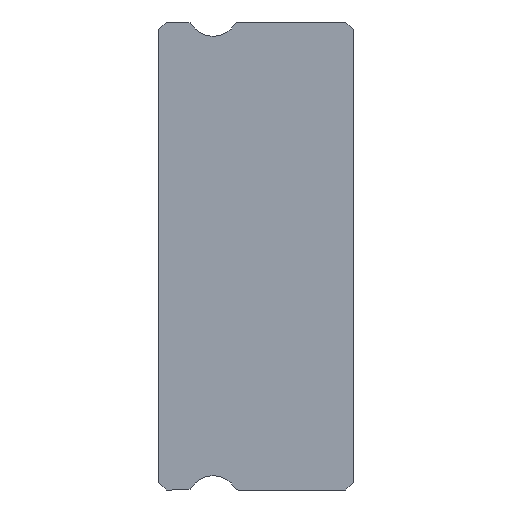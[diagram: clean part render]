
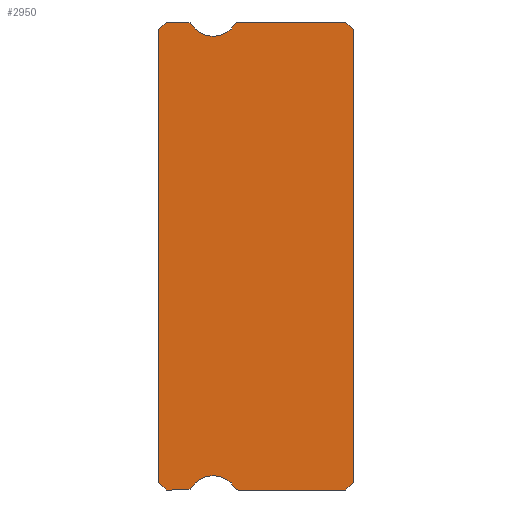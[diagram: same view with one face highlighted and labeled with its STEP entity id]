
A CAD part, left-side view. The second image highlights one B-rep face of the part: STEP entity #2950.
In plain terms, the highlighted planar face has unit normal (-1, 0, 0).
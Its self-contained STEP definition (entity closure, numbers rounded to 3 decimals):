
#26 = CIRCLE ( 'NONE', #3068, 1. ) ;
#42 = LINE ( 'NONE', #3431, #4188 ) ;
#96 = EDGE_CURVE ( 'NONE', #1750, #3745, #1326, .T. ) ;
#98 = ORIENTED_EDGE ( 'NONE', *, *, #4356, .F. ) ;
#104 = VERTEX_POINT ( 'NONE', #1636 ) ;
#149 = EDGE_CURVE ( 'NONE', #1471, #3475, #1684, .T. ) ;
#158 = EDGE_CURVE ( 'NONE', #2832, #1359, #4346, .T. ) ;
#170 = CARTESIAN_POINT ( 'NONE',  ( -15., 7.5, 8.7 ) ) ;
#219 = DIRECTION ( 'NONE',  ( 0., 0., -1. ) ) ;
#241 = LINE ( 'NONE', #1581, #2416 ) ;
#298 = DIRECTION ( 'NONE',  ( 1., 0., 0. ) ) ;
#304 = CARTESIAN_POINT ( 'NONE',  ( -15., 7.5, -8.7 ) ) ;
#306 = DIRECTION ( 'NONE',  ( 0., 0., 1. ) ) ;
#361 = DIRECTION ( 'NONE',  ( 0., -0.707, -0.707 ) ) ;
#438 = EDGE_CURVE ( 'NONE', #3725, #3123, #1133, .T. ) ;
#490 = AXIS2_PLACEMENT_3D ( 'NONE', #3265, #3515, #1248 ) ;
#514 = ORIENTED_EDGE ( 'NONE', *, *, #1747, .F. ) ;
#611 = DIRECTION ( 'NONE',  ( -1., 0., 0. ) ) ;
#635 = AXIS2_PLACEMENT_3D ( 'NONE', #3687, #1362, #1322 ) ;
#717 = CARTESIAN_POINT ( 'NONE',  ( -15., 5.4, 9.45 ) ) ;
#765 = EDGE_CURVE ( 'NONE', #2832, #2500, #1915, .T. ) ;
#782 = DIRECTION ( 'NONE',  ( -1., 0., 0. ) ) ;
#799 = CARTESIAN_POINT ( 'NONE',  ( -15., 0., 8.7 ) ) ;
#817 = ORIENTED_EDGE ( 'NONE', *, *, #894, .T. ) ;
#839 = CARTESIAN_POINT ( 'NONE',  ( -15., 6.381, -8.85 ) ) ;
#865 = DIRECTION ( 'NONE',  ( 0., 0., -1. ) ) ;
#888 = LINE ( 'NONE', #3320, #2130 ) ;
#890 = ORIENTED_EDGE ( 'NONE', *, *, #3825, .F. ) ;
#894 = EDGE_CURVE ( 'NONE', #1535, #2168, #888, .T. ) ;
#895 = ORIENTED_EDGE ( 'NONE', *, *, #2719, .F. ) ;
#937 = VECTOR ( 'NONE', #2306, 1000. ) ;
#942 = EDGE_LOOP ( 'NONE', ( #890, #817, #3772, #895, #1095, #2101, #514, #2361, #2278, #3857, #98, #1582, #2961, #4373, #1863, #3354, #3063 ) ) ;
#955 = CARTESIAN_POINT ( 'NONE',  ( -15., 4.419, -8.85 ) ) ;
#962 = EDGE_CURVE ( 'NONE', #2500, #2431, #2700, .T. ) ;
#970 = AXIS2_PLACEMENT_3D ( 'NONE', #955, #3642, #2327 ) ;
#972 = CARTESIAN_POINT ( 'NONE',  ( -15., 6.381, 9. ) ) ;
#1095 = ORIENTED_EDGE ( 'NONE', *, *, #2013, .F. ) ;
#1133 = LINE ( 'NONE', #799, #3388 ) ;
#1144 = DIRECTION ( 'NONE',  ( 1., 0., 0. ) ) ;
#1248 = DIRECTION ( 'NONE',  ( 0., 0., -1. ) ) ;
#1322 = DIRECTION ( 'NONE',  ( 0., 0., -1. ) ) ;
#1324 = CARTESIAN_POINT ( 'NONE',  ( -15., 7.5, 8.85 ) ) ;
#1326 = CIRCLE ( 'NONE', #970, 0.15 ) ;
#1359 = VERTEX_POINT ( 'NONE', #4007 ) ;
#1362 = DIRECTION ( 'NONE',  ( -1., 0., 0. ) ) ;
#1441 = LINE ( 'NONE', #4139, #3111 ) ;
#1452 = DIRECTION ( 'NONE',  ( 1., 0., 0. ) ) ;
#1471 = VERTEX_POINT ( 'NONE', #2877 ) ;
#1535 = VERTEX_POINT ( 'NONE', #304 ) ;
#1553 = VECTOR ( 'NONE', #306, 1000. ) ;
#1581 = CARTESIAN_POINT ( 'NONE',  ( -15., 0., -8.7 ) ) ;
#1582 = ORIENTED_EDGE ( 'NONE', *, *, #149, .F. ) ;
#1636 = CARTESIAN_POINT ( 'NONE',  ( -15., 7.5, 8.7 ) ) ;
#1684 = CIRCLE ( 'NONE', #4073, 0.15 ) ;
#1706 = VERTEX_POINT ( 'NONE', #1843 ) ;
#1717 = EDGE_CURVE ( 'NONE', #2431, #1471, #2563, .T. ) ;
#1747 = EDGE_CURVE ( 'NONE', #1859, #1750, #1441, .T. ) ;
#1750 = VERTEX_POINT ( 'NONE', #3485 ) ;
#1778 = CARTESIAN_POINT ( 'NONE',  ( -15., 6.253, 8.928 ) ) ;
#1843 = CARTESIAN_POINT ( 'NONE',  ( -15., 6.381, -9. ) ) ;
#1852 = AXIS2_PLACEMENT_3D ( 'NONE', #717, #782, #2792 ) ;
#1859 = VERTEX_POINT ( 'NONE', #3579 ) ;
#1863 = ORIENTED_EDGE ( 'NONE', *, *, #765, .F. ) ;
#1915 = CIRCLE ( 'NONE', #490, 0.15 ) ;
#1989 = EDGE_CURVE ( 'NONE', #2168, #1706, #4027, .T. ) ;
#2013 = EDGE_CURVE ( 'NONE', #3745, #3900, #26, .T. ) ;
#2049 = CARTESIAN_POINT ( 'NONE',  ( -15., 7.2, -9. ) ) ;
#2101 = ORIENTED_EDGE ( 'NONE', *, *, #96, .F. ) ;
#2130 = VECTOR ( 'NONE', #361, 1000. ) ;
#2168 = VERTEX_POINT ( 'NONE', #2049 ) ;
#2175 = VECTOR ( 'NONE', #2290, 1000. ) ;
#2236 = AXIS2_PLACEMENT_3D ( 'NONE', #839, #1452, #865 ) ;
#2250 = LINE ( 'NONE', #170, #3995 ) ;
#2278 = ORIENTED_EDGE ( 'NONE', *, *, #438, .T. ) ;
#2290 = DIRECTION ( 'NONE',  ( 0., -1., 0. ) ) ;
#2306 = DIRECTION ( 'NONE',  ( 0., -1., 0. ) ) ;
#2327 = DIRECTION ( 'NONE',  ( 0., 0., -1. ) ) ;
#2361 = ORIENTED_EDGE ( 'NONE', *, *, #3787, .F. ) ;
#2416 = VECTOR ( 'NONE', #2938, 1000. ) ;
#2431 = VERTEX_POINT ( 'NONE', #3273 ) ;
#2439 = DIRECTION ( 'NONE',  ( 0., 1., 0. ) ) ;
#2445 = CIRCLE ( 'NONE', #2236, 0.15 ) ;
#2491 = EDGE_CURVE ( 'NONE', #3708, #3123, #42, .T. ) ;
#2500 = VERTEX_POINT ( 'NONE', #1778 ) ;
#2563 = CIRCLE ( 'NONE', #1852, 1. ) ;
#2623 = DIRECTION ( 'NONE',  ( 0., 1., 0. ) ) ;
#2627 = CARTESIAN_POINT ( 'NONE',  ( -15., 6.381, 9. ) ) ;
#2700 = CIRCLE ( 'NONE', #635, 1. ) ;
#2719 = EDGE_CURVE ( 'NONE', #3900, #1706, #2445, .T. ) ;
#2792 = DIRECTION ( 'NONE',  ( 0., 0., -1. ) ) ;
#2832 = VERTEX_POINT ( 'NONE', #972 ) ;
#2877 = CARTESIAN_POINT ( 'NONE',  ( -15., 4.547, 8.928 ) ) ;
#2889 = CARTESIAN_POINT ( 'NONE',  ( -15., 6.381, 8.85 ) ) ;
#2909 = PLANE ( 'NONE',  #3838 ) ;
#2918 = CARTESIAN_POINT ( 'NONE',  ( -15., 0.3, 9. ) ) ;
#2938 = DIRECTION ( 'NONE',  ( 0., 0.707, -0.707 ) ) ;
#2950 = ADVANCED_FACE ( 'NONE', ( #3915 ), #2909, .F. ) ;
#2961 = ORIENTED_EDGE ( 'NONE', *, *, #1717, .F. ) ;
#2976 = CARTESIAN_POINT ( 'NONE',  ( -15., 6.253, -8.928 ) ) ;
#2994 = DIRECTION ( 'NONE',  ( 0., 0., -1. ) ) ;
#3012 = CARTESIAN_POINT ( 'NONE',  ( -15., 6.381, -9. ) ) ;
#3045 = DIRECTION ( 'NONE',  ( 0., -0.707, -0.707 ) ) ;
#3063 = ORIENTED_EDGE ( 'NONE', *, *, #4201, .T. ) ;
#3068 = AXIS2_PLACEMENT_3D ( 'NONE', #3971, #611, #3314 ) ;
#3111 = VECTOR ( 'NONE', #2439, 1000. ) ;
#3123 = VERTEX_POINT ( 'NONE', #3606 ) ;
#3265 = CARTESIAN_POINT ( 'NONE',  ( -15., 6.381, 8.85 ) ) ;
#3268 = CARTESIAN_POINT ( 'NONE',  ( -15., 0., -8.7 ) ) ;
#3273 = CARTESIAN_POINT ( 'NONE',  ( -15., 5.4, 8.45 ) ) ;
#3314 = DIRECTION ( 'NONE',  ( 0., 0., -1. ) ) ;
#3318 = VECTOR ( 'NONE', #2623, 1000. ) ;
#3320 = CARTESIAN_POINT ( 'NONE',  ( -15., 7.2, -9. ) ) ;
#3347 = LINE ( 'NONE', #1324, #1553 ) ;
#3354 = ORIENTED_EDGE ( 'NONE', *, *, #158, .T. ) ;
#3388 = VECTOR ( 'NONE', #3654, 1000. ) ;
#3431 = CARTESIAN_POINT ( 'NONE',  ( -15., 0.3, 9. ) ) ;
#3475 = VERTEX_POINT ( 'NONE', #4058 ) ;
#3485 = CARTESIAN_POINT ( 'NONE',  ( -15., 4.419, -9. ) ) ;
#3515 = DIRECTION ( 'NONE',  ( 1., 0., 0. ) ) ;
#3579 = CARTESIAN_POINT ( 'NONE',  ( -15., 0.3, -9. ) ) ;
#3587 = DIRECTION ( 'NONE',  ( 0., 0.707, -0.707 ) ) ;
#3606 = CARTESIAN_POINT ( 'NONE',  ( -15., 0., 8.7 ) ) ;
#3642 = DIRECTION ( 'NONE',  ( 1., 0., 0. ) ) ;
#3654 = DIRECTION ( 'NONE',  ( 0., 0., 1. ) ) ;
#3687 = CARTESIAN_POINT ( 'NONE',  ( -15., 5.4, 9.45 ) ) ;
#3706 = LINE ( 'NONE', #2627, #2175 ) ;
#3708 = VERTEX_POINT ( 'NONE', #2918 ) ;
#3725 = VERTEX_POINT ( 'NONE', #3268 ) ;
#3745 = VERTEX_POINT ( 'NONE', #4203 ) ;
#3772 = ORIENTED_EDGE ( 'NONE', *, *, #1989, .T. ) ;
#3787 = EDGE_CURVE ( 'NONE', #3725, #1859, #241, .T. ) ;
#3825 = EDGE_CURVE ( 'NONE', #1535, #104, #3347, .T. ) ;
#3838 = AXIS2_PLACEMENT_3D ( 'NONE', #2889, #1144, #219 ) ;
#3857 = ORIENTED_EDGE ( 'NONE', *, *, #2491, .F. ) ;
#3900 = VERTEX_POINT ( 'NONE', #2976 ) ;
#3915 = FACE_OUTER_BOUND ( 'NONE', #942, .T. ) ;
#3971 = CARTESIAN_POINT ( 'NONE',  ( -15., 5.4, -9.45 ) ) ;
#3973 = CARTESIAN_POINT ( 'NONE',  ( -15., 4.419, 8.85 ) ) ;
#3995 = VECTOR ( 'NONE', #3587, 1000. ) ;
#4007 = CARTESIAN_POINT ( 'NONE',  ( -15., 7.2, 9. ) ) ;
#4027 = LINE ( 'NONE', #3012, #937 ) ;
#4058 = CARTESIAN_POINT ( 'NONE',  ( -15., 4.419, 9. ) ) ;
#4073 = AXIS2_PLACEMENT_3D ( 'NONE', #3973, #298, #2994 ) ;
#4139 = CARTESIAN_POINT ( 'NONE',  ( -15., 6.381, -9. ) ) ;
#4188 = VECTOR ( 'NONE', #3045, 1000. ) ;
#4201 = EDGE_CURVE ( 'NONE', #1359, #104, #2250, .T. ) ;
#4203 = CARTESIAN_POINT ( 'NONE',  ( -15., 4.547, -8.928 ) ) ;
#4324 = CARTESIAN_POINT ( 'NONE',  ( -15., 7.2, 9. ) ) ;
#4346 = LINE ( 'NONE', #4324, #3318 ) ;
#4356 = EDGE_CURVE ( 'NONE', #3475, #3708, #3706, .T. ) ;
#4373 = ORIENTED_EDGE ( 'NONE', *, *, #962, .F. ) ;
